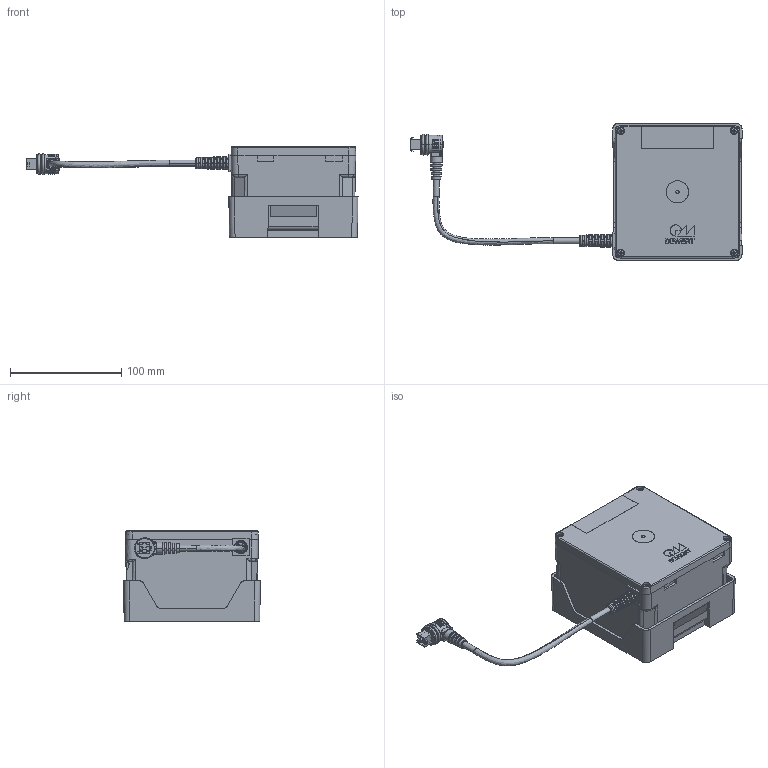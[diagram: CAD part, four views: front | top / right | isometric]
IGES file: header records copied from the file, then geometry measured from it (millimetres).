
Start section: SolidWorks IGES file using analytic representation for surfaces
Global section: file name: AG7.IGS; native system: SolidWorks 2016; preprocessor: SolidWorks 2016; author: ckuhn; date: 161011.141903; units: millimetre
Bounding box: 298.75 x 123.38 x 81.5 mm (x, y, z)
Surface area: 130036.2 mm2 (no closed solid volume)
Topology: 0 solids, 0 shells, 1183 faces, 12934 edges, 12933 vertices
Faces by surface type: bspline 799, revolution 384
